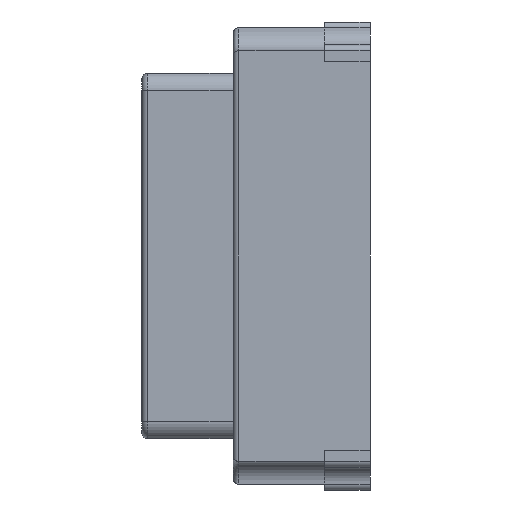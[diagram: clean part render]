
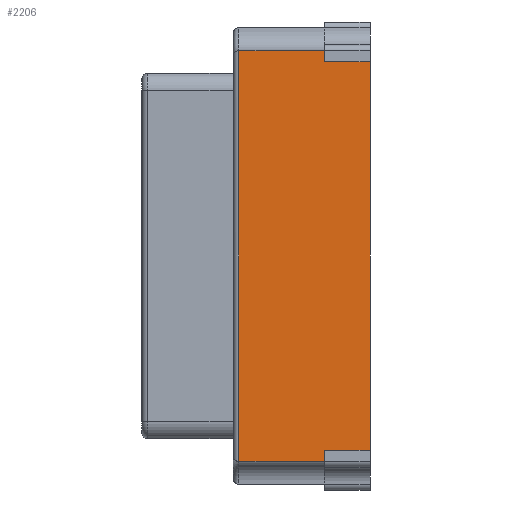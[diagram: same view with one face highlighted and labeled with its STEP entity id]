
A CAD part, left-side view. The second image highlights one B-rep face of the part: STEP entity #2206.
In plain terms, the highlighted planar face has unit normal (-1, 0, 0).
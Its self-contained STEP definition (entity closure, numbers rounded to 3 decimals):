
#93 = PLANE ( 'NONE',  #3228 ) ;
#143 = VECTOR ( 'NONE', #2066, 1000. ) ;
#173 = CARTESIAN_POINT ( 'NONE',  ( -1.25, 0.575, 0.9 ) ) ;
#184 = LINE ( 'NONE', #1869, #2120 ) ;
#443 = EDGE_CURVE ( 'NONE', #2723, #2423, #1155, .T. ) ;
#455 = DIRECTION ( 'NONE',  ( 0., 0., 1. ) ) ;
#473 = VECTOR ( 'NONE', #606, 1000. ) ;
#506 = EDGE_CURVE ( 'NONE', #914, #2225, #1765, .T. ) ;
#513 = LINE ( 'NONE', #1623, #473 ) ;
#546 = CARTESIAN_POINT ( 'NONE',  ( -1.25, 0.2, -0.85 ) ) ;
#587 = VECTOR ( 'NONE', #854, 1000. ) ;
#606 = DIRECTION ( 'NONE',  ( 0., -1., 0. ) ) ;
#615 = EDGE_CURVE ( 'NONE', #2608, #3187, #1758, .T. ) ;
#682 = CARTESIAN_POINT ( 'NONE',  ( -1.25, 0.2, -0.85 ) ) ;
#688 = ORIENTED_EDGE ( 'NONE', *, *, #615, .T. ) ;
#778 = EDGE_LOOP ( 'NONE', ( #2767, #688, #1675, #1080, #1730, #1544, #2106, #2906 ) ) ;
#783 = CARTESIAN_POINT ( 'NONE',  ( -1.25, 0.2, -0.85 ) ) ;
#846 = DIRECTION ( 'NONE',  ( 0., 0., -1. ) ) ;
#854 = DIRECTION ( 'NONE',  ( 0., 1., 0. ) ) ;
#897 = VECTOR ( 'NONE', #3367, 1000. ) ;
#914 = VERTEX_POINT ( 'NONE', #1990 ) ;
#1001 = CARTESIAN_POINT ( 'NONE',  ( -1.25, 0.575, -0.9 ) ) ;
#1080 = ORIENTED_EDGE ( 'NONE', *, *, #443, .F. ) ;
#1115 = CARTESIAN_POINT ( 'NONE',  ( -1.25, 0., 0.9 ) ) ;
#1149 = LINE ( 'NONE', #546, #897 ) ;
#1151 = VECTOR ( 'NONE', #2281, 1000. ) ;
#1155 = LINE ( 'NONE', #682, #2309 ) ;
#1168 = VERTEX_POINT ( 'NONE', #2828 ) ;
#1228 = CARTESIAN_POINT ( 'NONE',  ( -1.25, 0.2, 0.85 ) ) ;
#1302 = CARTESIAN_POINT ( 'NONE',  ( -1.25, 0.2, 0.9 ) ) ;
#1544 = ORIENTED_EDGE ( 'NONE', *, *, #2962, .T. ) ;
#1581 = CARTESIAN_POINT ( 'NONE',  ( -1.25, 0., 1. ) ) ;
#1623 = CARTESIAN_POINT ( 'NONE',  ( -1.25, 0.2, 0.85 ) ) ;
#1639 = CARTESIAN_POINT ( 'NONE',  ( -1.25, 0.575, -0.9 ) ) ;
#1675 = ORIENTED_EDGE ( 'NONE', *, *, #2793, .T. ) ;
#1730 = ORIENTED_EDGE ( 'NONE', *, *, #2158, .T. ) ;
#1758 = LINE ( 'NONE', #1001, #1151 ) ;
#1765 = LINE ( 'NONE', #1228, #3049 ) ;
#1869 = CARTESIAN_POINT ( 'NONE',  ( -1.25, 0., -0.9 ) ) ;
#1891 = DIRECTION ( 'NONE',  ( 1., 0., 0. ) ) ;
#1990 = CARTESIAN_POINT ( 'NONE',  ( -1.25, 0.2, 0.85 ) ) ;
#2066 = DIRECTION ( 'NONE',  ( 0., 0., 1. ) ) ;
#2091 = DIRECTION ( 'NONE',  ( 0., -1., 0. ) ) ;
#2106 = ORIENTED_EDGE ( 'NONE', *, *, #3160, .F. ) ;
#2120 = VECTOR ( 'NONE', #2091, 1000. ) ;
#2129 = CARTESIAN_POINT ( 'NONE',  ( -1.25, 0.6, 1. ) ) ;
#2158 = EDGE_CURVE ( 'NONE', #2723, #3354, #1149, .T. ) ;
#2206 = ADVANCED_FACE ( 'NONE', ( #2677 ), #93, .F. ) ;
#2225 = VERTEX_POINT ( 'NONE', #1302 ) ;
#2281 = DIRECTION ( 'NONE',  ( 0., 0., -1. ) ) ;
#2309 = VECTOR ( 'NONE', #2992, 1000. ) ;
#2379 = EDGE_CURVE ( 'NONE', #2225, #2608, #2640, .T. ) ;
#2383 = CARTESIAN_POINT ( 'NONE',  ( -1.25, 0.2, -0.9 ) ) ;
#2423 = VERTEX_POINT ( 'NONE', #2383 ) ;
#2608 = VERTEX_POINT ( 'NONE', #173 ) ;
#2640 = LINE ( 'NONE', #1115, #587 ) ;
#2677 = FACE_OUTER_BOUND ( 'NONE', #778, .T. ) ;
#2723 = VERTEX_POINT ( 'NONE', #783 ) ;
#2767 = ORIENTED_EDGE ( 'NONE', *, *, #2379, .T. ) ;
#2793 = EDGE_CURVE ( 'NONE', #3187, #2423, #184, .T. ) ;
#2828 = CARTESIAN_POINT ( 'NONE',  ( -1.25, 0., 0.85 ) ) ;
#2906 = ORIENTED_EDGE ( 'NONE', *, *, #506, .T. ) ;
#2962 = EDGE_CURVE ( 'NONE', #3354, #1168, #2970, .T. ) ;
#2970 = LINE ( 'NONE', #1581, #143 ) ;
#2992 = DIRECTION ( 'NONE',  ( 0., 0., -1. ) ) ;
#3049 = VECTOR ( 'NONE', #455, 1000. ) ;
#3160 = EDGE_CURVE ( 'NONE', #914, #1168, #513, .T. ) ;
#3187 = VERTEX_POINT ( 'NONE', #1639 ) ;
#3228 = AXIS2_PLACEMENT_3D ( 'NONE', #2129, #1891, #846 ) ;
#3311 = CARTESIAN_POINT ( 'NONE',  ( -1.25, 0., -0.85 ) ) ;
#3354 = VERTEX_POINT ( 'NONE', #3311 ) ;
#3367 = DIRECTION ( 'NONE',  ( 0., -1., 0. ) ) ;
